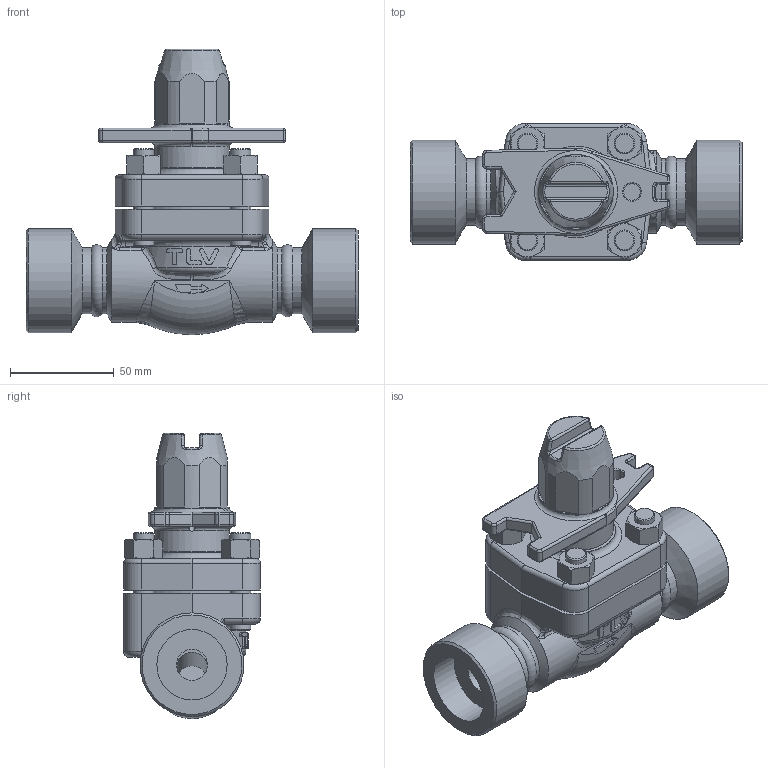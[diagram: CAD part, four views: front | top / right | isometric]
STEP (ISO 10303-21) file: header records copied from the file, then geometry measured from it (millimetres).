
FILE_DESCRIPTION(/* description */ (''),/* implementation_level */ '2;1');
FILE_NAME(/* name */ 'bd800-025-sw000-00.stp',/* time_stamp */ '2018-11-01T16:34:20+09:00',/* author */ ('nakaot'),/* organization */ (''),/* preprocessor_version */ 'ST-DEVELOPER v15.6',/* originating_system */ 'Autodesk Inventor 2015',/* authorisation */ '');
FILE_SCHEMA (('CONFIG_CONTROL_DESIGN'));
Length unit declared in the file: centimetre
Products named in the file (1): bd800-025-sw000-00
Bounding box: 160 x 66 x 137.5 mm (x, y, z)
Volume: 401205.7 mm3; surface area: 78268.1 mm2
Topology: 1 solids, 3 shells, 470 faces, 1097 edges, 648 vertices
Faces by surface type: plane 172, cylinder 133, cone 68, bspline 49, torus 32, sphere 16
Full cylindrical faces by diameter (mm): 3 x1, 8 x1, 8.376 x2, 10 x10, 11 x4, 12 x1, 13 x1, 15 x4, 18 x1, 18.376 x1, 22.2 x2, 24.5 x1, 25.5 x1, 27 x1, 32 x4, 33.9 x2, 36 x2, 50 x2, 54 x1
Entity records: 14775 total; most frequent: CARTESIAN_POINT 4801, DIRECTION 2086, ORIENTED_EDGE 1984, EDGE_CURVE 992, AXIS2_PLACEMENT_3D 889, VERTEX_POINT 622, EDGE_LOOP 572, FACE_OUTER_BOUND 469
